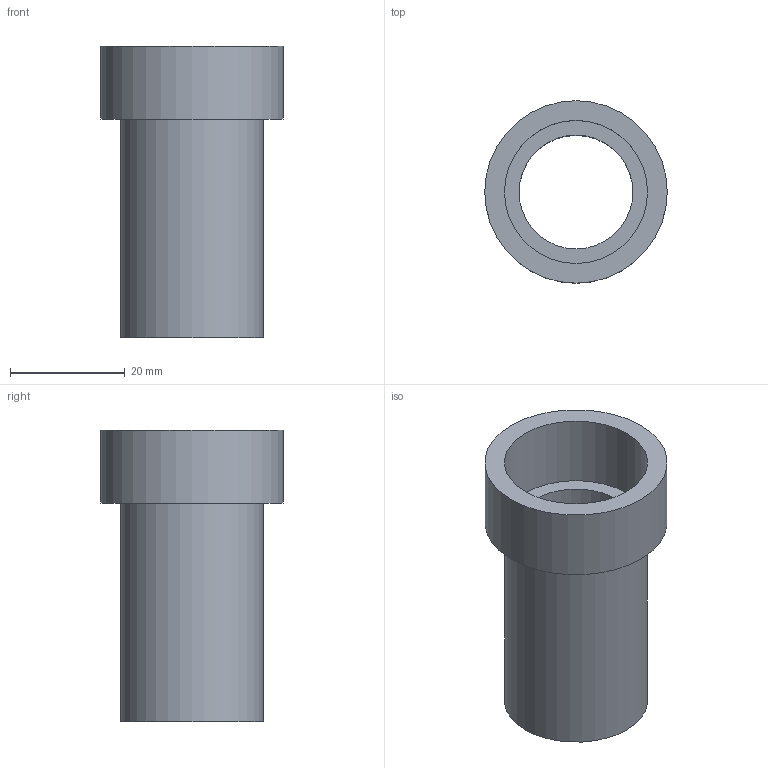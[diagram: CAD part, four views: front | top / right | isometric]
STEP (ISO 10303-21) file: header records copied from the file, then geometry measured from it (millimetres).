
FILE_DESCRIPTION(('HOOPS Exchange Step'),'2;1');
FILE_NAME('0a8f8bfa8a0e509349d55a443afa3b6420200328-3353-1oupr0a.sldprt.step','2020-03-28T05:29:01+00:00',('converter2'),('Unknown organisation'),'HOOPS Exchange 2019.2','HOOPS Exchange','Unknown authorisation');
FILE_SCHEMA( ('AUTOMOTIVE_DESIGN { 1 0 10303 214 1 1 1 1 }') );
Length unit declared in the file: inch
Products named in the file (2): Default; 0a8f8bfa8a0e509349d55a443afa3b6420200328-3353-1oupr0a
Assembly tree (1 placements, depth 2):
  0a8f8bfa8a0e509349d55a443afa3b6420200328-3353-1oupr0a
    Default
Bounding box: 31.75 x 31.75 x 50.8 mm (x, y, z)
Volume: 10670.2 mm3; surface area: 8577.6 mm2
Topology: 2 solids, 2 shells, 8 faces, 16 edges, 12 vertices
Faces by surface type: plane 4, cylinder 4
Full cylindrical faces by diameter (mm): 19.812 x1, 24.892 x2, 31.75 x1
Entity records: 282 total; most frequent: DIRECTION 50, CARTESIAN_POINT 39, ORIENTED_EDGE 32, AXIS2_PLACEMENT_3D 23, EDGE_CURVE 16, VERTEX_POINT 12, CIRCLE 12, EDGE_LOOP 12
